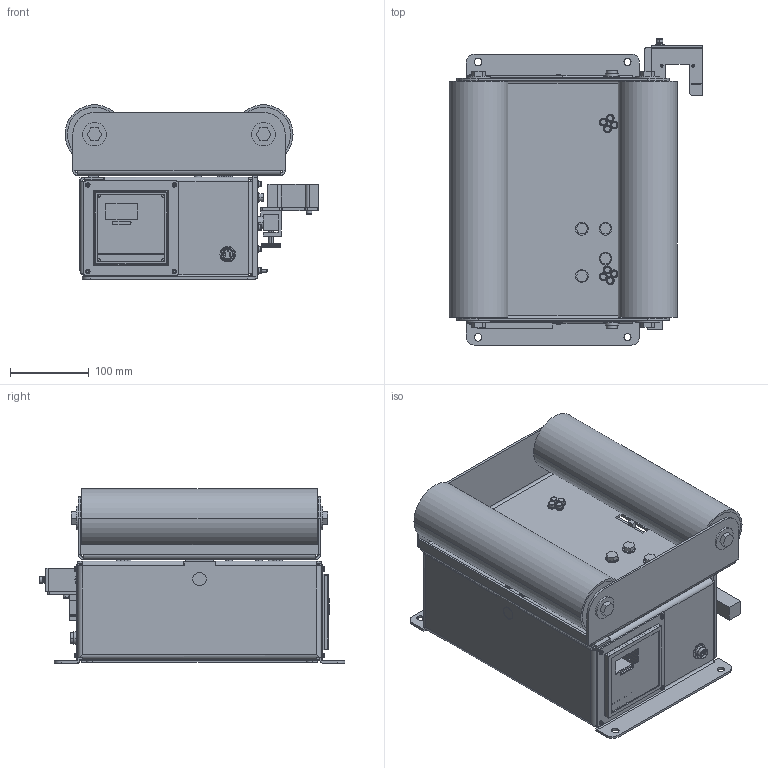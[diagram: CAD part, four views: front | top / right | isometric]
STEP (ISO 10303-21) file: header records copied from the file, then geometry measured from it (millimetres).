
FILE_DESCRIPTION((''),'2;1');
FILE_NAME('50347.stp','2010-06-24T14:59:06',(''),(''),'Mechanical Desktop 2007','Mechanical Desktop 2007',', , ');
FILE_SCHEMA(('CONFIG_CONTROL_DESIGN'));
Length unit declared in the file: millimetre
Products named in the file (164): K50347; K49778; K49776; TEIL1AAAAAAAAAAAAAA; SCHWEISSBOLZEN_M4X12; SCHWEISSBOLZEN_M4X12A; K0203062A; K0203062; K49776|AVE_RENDER; K49776|AVE_GLOBAL; K49776|RM_SDB; K49777; TEIL1; SCHWEISSBOLZEN_M4X12AA; K49777|AVE_RENDER; K49777|AVE_GLOBAL; K49777|RM_SDB; I-6KT_SCHRAUBE_M4X12AA; I-6KT_SCHRAUBE_M4X12A; U-SCHEIBE_M4A; U-SCHEIBE_M4AA; K51041; TEIL1AAAAAAAA; K9901192; K0408241; GLEITLAGERBOCK_D15OHNE_KUGEL; RADIAL_GLEITLAGER_GE17UK; TEIL1AAAAAA; TEIL2AA; Radial_Gleitlager_GE17UK|AVE_RENDER; Radial_Gleitlager_GE17UK|AVE_GLOBAL; Radial_Gleitlager_GE17UK|RM_SDB; ZYLSTIFT4X12A; ZYLSTIFT4X12AA; I-6KT_SCHRAUBE_M6X12; I-6KT_SCHRAUBE_M6X12A; U-SCHEIBE_M6; U-SCHEIBE_M6A; ZYLSTIFT4X12; NUTMUTTER_M17X1 ...
Assembly tree (328 placements, depth 5):
  K50347
    K49778
      K49776
        TEIL1AAAAAAAAAAAAAA
        SCHWEISSBOLZEN_M4X12
          SCHWEISSBOLZEN_M4X12A
        K0203062A
          K0203062
        K49776|AVE_RENDER  x8
        K49776|AVE_GLOBAL
        K49776|RM_SDB  x3
      K49777
        TEIL1
        SCHWEISSBOLZEN_M4X12AA  x2
          SCHWEISSBOLZEN_M4X12A
        K49777|AVE_RENDER  x8
        K49777|AVE_GLOBAL
        K49777|RM_SDB  x3
      I-6KT_SCHRAUBE_M4X12AA  x6
        I-6KT_SCHRAUBE_M4X12A
      U-SCHEIBE_M4A  x6
        U-SCHEIBE_M4AA
    K51041
      TEIL1AAAAAAAA
    K9901192
      K0408241
        GLEITLAGERBOCK_D15OHNE_KUGEL
      RADIAL_GLEITLAGER_GE17UK
        TEIL1AAAAAA
        TEIL2AA
        Radial_Gleitlager_GE17UK|AVE_RENDER  x8
        Radial_Gleitlager_GE17UK|AVE_GLOBAL
        Radial_Gleitlager_GE17UK|RM_SDB  x3
      ZYLSTIFT4X12A
        ZYLSTIFT4X12AA
    I-6KT_SCHRAUBE_M6X12  x6
      I-6KT_SCHRAUBE_M6X12A
    U-SCHEIBE_M6  x8
      U-SCHEIBE_M6A
    ZYLSTIFT4X12
      ZYLSTIFT4X12AA
    NUTMUTTER_M17X1
      TEIL1AAAAAAA
    6KT-SCHRAUBE_M6X16A  x2
      6KT-SCHRAUBE_M6X16
    6KT-SCHRAUBE_M8X35A  x3
      6KT-SCHRAUBE_M8X35
    6KT-SCHRAUBE_M8X30
      6KT-SCHRAUBE_M8X30A
    U-SCHEIBE_M8A  x4
      U-SCHEIBE_M8
    K51042  x2
      K51043
        TEIL1AA
        TEIL2  x2
      K48961
        K48961A
      RILLENKUGELLAGER_6202A
        RILLENKUGELLAGER_6202
      SICHERUNGSRING_A15A
Bounding box: 323 x 389.1 x 222 mm (x, y, z)
Volume: 2449186.1 mm3; surface area: 1452127.7 mm2
Topology: 157 solids, 159 shells, 5792 faces, 15232 edges, 10012 vertices
Faces by surface type: plane 3581, cylinder 1771, cone 274, torus 98, bspline 62, sphere 6
Entity records: 113556 total; most frequent: CARTESIAN_POINT 23301, ORIENTED_EDGE 18552, DIRECTION 18161, EDGE_CURVE 9276, VECTOR 6109, LINE 6109, VERTEX_POINT 6066, AXIS2_PLACEMENT_3D 6026
